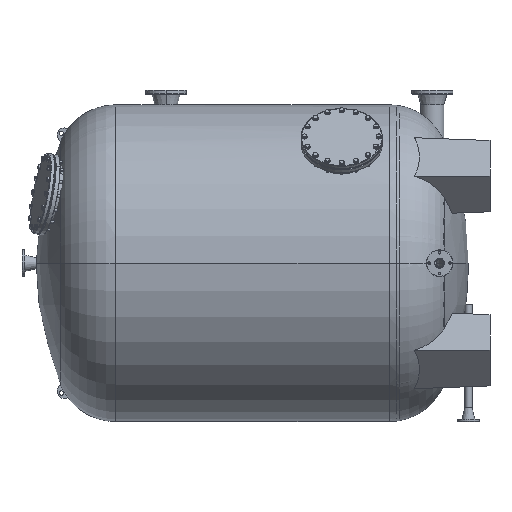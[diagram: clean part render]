
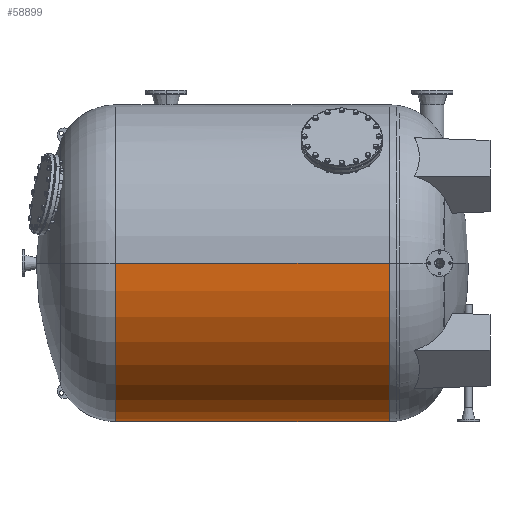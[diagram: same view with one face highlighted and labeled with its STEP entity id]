
A CAD part, left-side view. The second image highlights one B-rep face of the part: STEP entity #58899.
In plain terms, the highlighted cylindrical face has radius 1100 mm (diameter 2200 mm), a partial arc.
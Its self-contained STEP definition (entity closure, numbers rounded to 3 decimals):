
#1174 = EDGE_CURVE ( 'NONE', #12527, #3127, #54994, .T. ) ;
#3127 = VERTEX_POINT ( 'NONE', #58285 ) ;
#6175 = CARTESIAN_POINT ( 'NONE',  ( 1003.778, 1031.954, 29.066 ) ) ;
#6231 = ORIENTED_EDGE ( 'NONE', *, *, #1174, .F. ) ;
#10112 = CARTESIAN_POINT ( 'NONE',  ( 1003.778, 1581.954, 29.066 ) ) ;
#12527 = VERTEX_POINT ( 'NONE', #6175 ) ;
#13263 = DIRECTION ( 'NONE',  ( -1., 0., 0. ) ) ;
#16383 = AXIS2_PLACEMENT_3D ( 'NONE', #47274, #42580, #23583 ) ;
#19526 = DIRECTION ( 'NONE',  ( 0., 1., 0. ) ) ;
#22557 = CARTESIAN_POINT ( 'NONE',  ( 1003.778, -868.046, 29.066 ) ) ;
#23583 = DIRECTION ( 'NONE',  ( -1., 0., 0. ) ) ;
#24831 = LINE ( 'NONE', #10112, #59517 ) ;
#25553 = VERTEX_POINT ( 'NONE', #51520 ) ;
#27165 = EDGE_CURVE ( 'NONE', #41002, #25553, #30398, .T. ) ;
#28098 = AXIS2_PLACEMENT_3D ( 'NONE', #33455, #51206, #36839 ) ;
#28232 = CYLINDRICAL_SURFACE ( 'NONE', #16383, 1100. ) ;
#28592 = CARTESIAN_POINT ( 'NONE',  ( -96.222, -868.046, 29.066 ) ) ;
#30398 = CIRCLE ( 'NONE', #40294, 1100. ) ;
#33439 = VECTOR ( 'NONE', #33742, 1000. ) ;
#33455 = CARTESIAN_POINT ( 'NONE',  ( -96.222, 1031.954, 29.066 ) ) ;
#33742 = DIRECTION ( 'NONE',  ( 0., 1., 0. ) ) ;
#34834 = EDGE_CURVE ( 'NONE', #25553, #3127, #44004, .T. ) ;
#35865 = ORIENTED_EDGE ( 'NONE', *, *, #34834, .T. ) ;
#36839 = DIRECTION ( 'NONE',  ( -1., 0., 0. ) ) ;
#39243 = ORIENTED_EDGE ( 'NONE', *, *, #27165, .T. ) ;
#39970 = EDGE_CURVE ( 'NONE', #41002, #12527, #24831, .T. ) ;
#40294 = AXIS2_PLACEMENT_3D ( 'NONE', #28592, #42926, #13263 ) ;
#41002 = VERTEX_POINT ( 'NONE', #22557 ) ;
#42580 = DIRECTION ( 'NONE',  ( 0., 1., 0. ) ) ;
#42926 = DIRECTION ( 'NONE',  ( 0., 1., 0. ) ) ;
#43458 = ORIENTED_EDGE ( 'NONE', *, *, #39970, .F. ) ;
#44004 = LINE ( 'NONE', #44323, #33439 ) ;
#44323 = CARTESIAN_POINT ( 'NONE',  ( -1196.222, 1581.954, 29.066 ) ) ;
#47274 = CARTESIAN_POINT ( 'NONE',  ( -96.222, 1581.954, 29.066 ) ) ;
#49501 = EDGE_LOOP ( 'NONE', ( #43458, #39243, #35865, #6231 ) ) ;
#51206 = DIRECTION ( 'NONE',  ( 0., 1., 0. ) ) ;
#51520 = CARTESIAN_POINT ( 'NONE',  ( -1196.222, -868.046, 29.066 ) ) ;
#51630 = FACE_OUTER_BOUND ( 'NONE', #49501, .T. ) ;
#54994 = CIRCLE ( 'NONE', #28098, 1100. ) ;
#58285 = CARTESIAN_POINT ( 'NONE',  ( -1196.222, 1031.954, 29.066 ) ) ;
#58899 = ADVANCED_FACE ( 'NONE', ( #51630 ), #28232, .T. ) ;
#59517 = VECTOR ( 'NONE', #19526, 1000. ) ;
